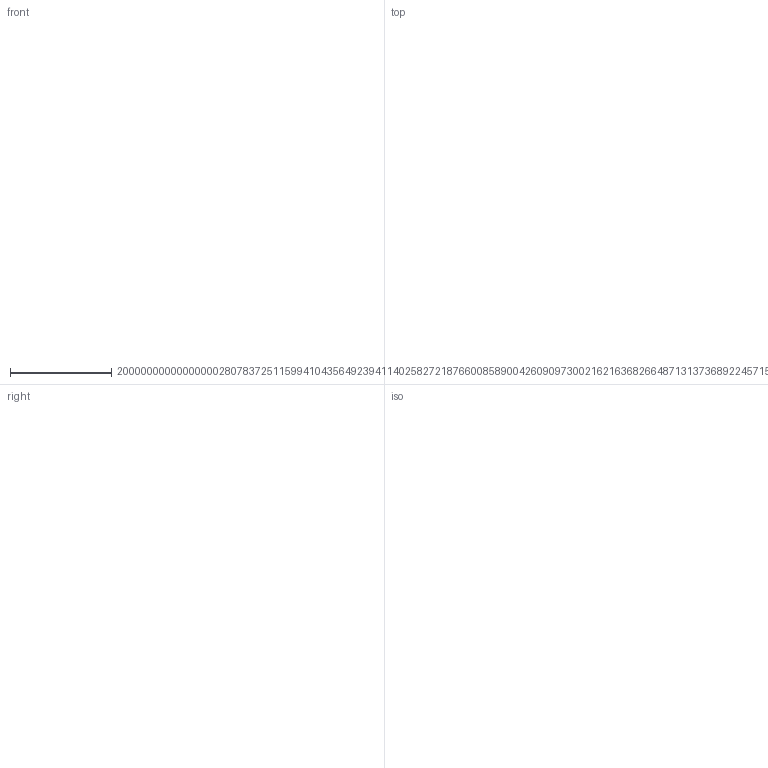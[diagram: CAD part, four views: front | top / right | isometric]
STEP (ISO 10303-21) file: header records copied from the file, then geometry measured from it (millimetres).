
FILE_DESCRIPTION( ( 'Unknown' ), '1' );
FILE_NAME( '3D DA80M B14 DTD IC411.stp', 'Unknown', ( 'Unknown' ), ( 'Unknown' ), 'PSStep 17.0.49', 'Unknown', ' ' );
FILE_SCHEMA( ( 'AUTOMOTIVE_DESIGN { 1 0 10303 214 1 1 1 1 }' ) );
Length unit declared in the file: millimetre
Products named in the file (1): 1
Bounding box: 655358009976378616582270660560584176180058381094727363769683531632657358370214235600571711654801875256208383880925453677617383667555869374096144153694125852606229463043145728 x 156.72 x 207.5 mm (x, y, z)
Volume: 1352604.1 mm3; surface area: 442637.1 mm2
Topology: 1 solids, 14 shells, 1997 faces, 5084 edges, 3169 vertices
Faces by surface type: plane 574, cylinder 556, bspline 489, cone 289, torus 85, sphere 4
Full cylindrical faces by diameter (mm): 2.8 x2, 3.85 x4, 4.5 x9, 4.79 x1, 5 x10, 5.188 x4, 5.5 x8, 5.8 x7, 6 x5, 6.4 x1, 9 x2, 18.9 x1, 19 x1, 20 x2, 28 x1, 29.997 x1, 35 x1, 47 x1, 60 x1, 80 x1, 120.18 x1, 122 x1, 131.745 x2, 136.5 x1, 155.82 x1
Entity records: 121952 total; most frequent: CARTESIAN_POINT 63930, ORIENTED_EDGE 9574, DIRECTION 6956, EDGE_CURVE 4787, VERTEX_POINT 3091, AXIS2_PLACEMENT_3D 2727, EDGE_LOOP 2284, FACE_OUTER_BOUND 2078
